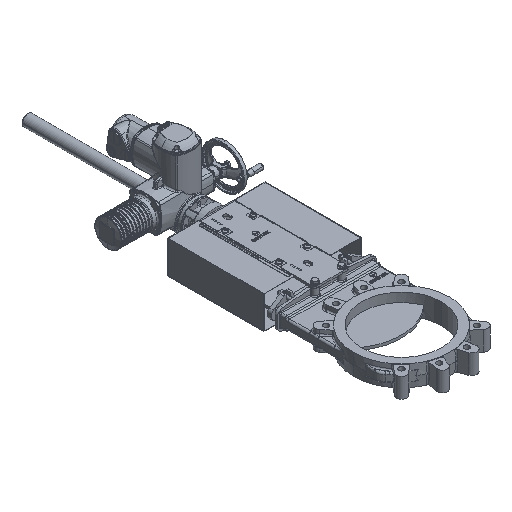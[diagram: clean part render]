
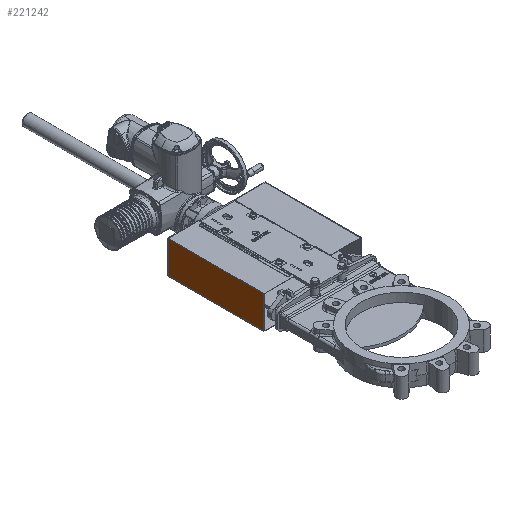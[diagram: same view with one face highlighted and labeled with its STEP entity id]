
A CAD part, isometric view. The second image highlights one B-rep face of the part: STEP entity #221242.
In plain terms, the highlighted planar face has unit normal (-1, 0, 0).
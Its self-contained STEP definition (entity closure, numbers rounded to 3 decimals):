
#64578 = VERTEX_POINT ( 'NONE', #149527 ) ;
#79507 = AXIS2_PLACEMENT_3D ( 'NONE', #177865, #177867, #177868 ) ;
#93091 = CARTESIAN_POINT ( 'NONE',  ( -179.5, 337., 61.5 ) ) ;
#97237 = VERTEX_POINT ( 'NONE', #136580 ) ;
#97267 = VERTEX_POINT ( 'NONE', #93091 ) ;
#108932 = ORIENTED_EDGE ( 'NONE', *, *, #234479, .F. ) ;
#110783 = ORIENTED_EDGE ( 'NONE', *, *, #234580, .T. ) ;
#111244 = ORIENTED_EDGE ( 'NONE', *, *, #234406, .F. ) ;
#111447 = ORIENTED_EDGE ( 'NONE', *, *, #234586, .T. ) ;
#136580 = CARTESIAN_POINT ( 'NONE',  ( -179.5, 337., -61.5 ) ) ;
#149527 = CARTESIAN_POINT ( 'NONE',  ( -179.5, 698., -61.5 ) ) ;
#174914 = FACE_OUTER_BOUND ( 'NONE', #268055, .T. ) ;
#177863 = PLANE ( 'NONE',  #79507 ) ;
#177865 = CARTESIAN_POINT ( 'NONE',  ( -179.5, 869.748, 61.5 ) ) ;
#177867 = DIRECTION ( 'NONE',  ( -1., 0., 0. ) ) ;
#177868 = DIRECTION ( 'NONE',  ( 0., -1., 0. ) ) ;
#210495 = VECTOR ( 'NONE', #263502, 1000. ) ;
#210620 = VECTOR ( 'NONE', #263690, 1000. ) ;
#211154 = VECTOR ( 'NONE', #264035, 1000. ) ;
#211184 = VECTOR ( 'NONE', #264050, 1000. ) ;
#221242 = ADVANCED_FACE ( 'NONE', ( #174914 ), #177863, .T. ) ;
#229345 = LINE ( 'NONE', #263500, #210495 ) ;
#229363 = LINE ( 'NONE', #263688, #210620 ) ;
#229656 = LINE ( 'NONE', #264034, #211154 ) ;
#229662 = LINE ( 'NONE', #264049, #211184 ) ;
#234406 = EDGE_CURVE ( 'NONE', #97237, #64578, #229345, .T. ) ;
#234479 = EDGE_CURVE ( 'NONE', #97267, #97237, #229363, .T. ) ;
#234580 = EDGE_CURVE ( 'NONE', #297130, #64578, #229656, .T. ) ;
#234586 = EDGE_CURVE ( 'NONE', #97267, #297130, #229662, .T. ) ;
#263500 = CARTESIAN_POINT ( 'NONE',  ( -179.5, 869.748, -61.5 ) ) ;
#263502 = DIRECTION ( 'NONE',  ( 0., 1., 0. ) ) ;
#263688 = CARTESIAN_POINT ( 'NONE',  ( -179.5, 337., 61.5 ) ) ;
#263690 = DIRECTION ( 'NONE',  ( 0., 0., -1. ) ) ;
#264034 = CARTESIAN_POINT ( 'NONE',  ( -179.5, 698., 61.5 ) ) ;
#264035 = DIRECTION ( 'NONE',  ( 0., 0., -1. ) ) ;
#264049 = CARTESIAN_POINT ( 'NONE',  ( -179.5, 869.748, 61.5 ) ) ;
#264050 = DIRECTION ( 'NONE',  ( 0., 1., 0. ) ) ;
#268055 = EDGE_LOOP ( 'NONE', ( #111447, #110783, #111244, #108932 ) ) ;
#283253 = CARTESIAN_POINT ( 'NONE',  ( -179.5, 698., 61.5 ) ) ;
#297130 = VERTEX_POINT ( 'NONE', #283253 ) ;
